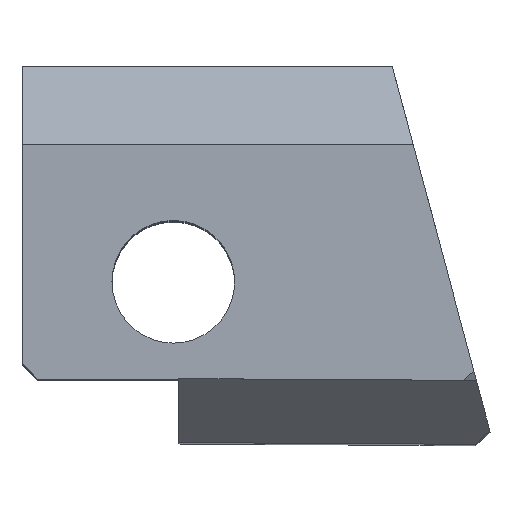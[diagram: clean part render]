
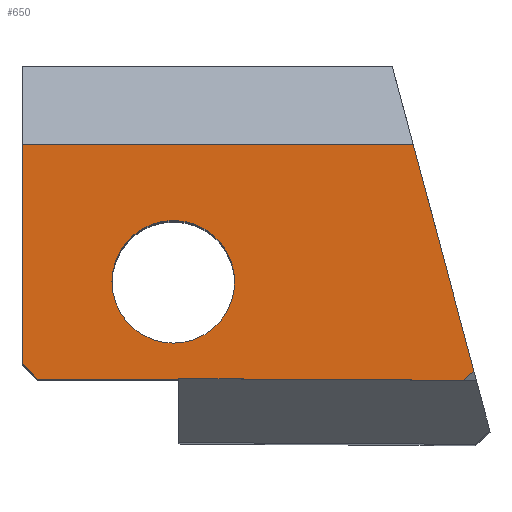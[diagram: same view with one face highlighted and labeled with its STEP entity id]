
A CAD part, top view. The second image highlights one B-rep face of the part: STEP entity #650.
In plain terms, the highlighted planar face has unit normal (0, 0, 1).
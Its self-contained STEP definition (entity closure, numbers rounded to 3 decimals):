
#28 = CARTESIAN_POINT ( 'NONE',  ( 140.399, 111.235, 102.189 ) ) ;
#57 = ORIENTED_EDGE ( 'NONE', *, *, #1187, .F. ) ;
#67 = ORIENTED_EDGE ( 'NONE', *, *, #1201, .F. ) ;
#158 = VERTEX_POINT ( 'NONE', #586 ) ;
#163 = DIRECTION ( 'NONE',  ( -1., 0.006, 0. ) ) ;
#200 = CARTESIAN_POINT ( 'NONE',  ( 136.307, 111.644, 102.189 ) ) ;
#254 = ORIENTED_EDGE ( 'NONE', *, *, #488, .T. ) ;
#255 = VERTEX_POINT ( 'NONE', #28 ) ;
#261 = VERTEX_POINT ( 'NONE', #1711 ) ;
#275 = CARTESIAN_POINT ( 'NONE',  ( 147.829, 111.205, 102.189 ) ) ;
#312 = CARTESIAN_POINT ( 'NONE',  ( 140.254, 113.773, 102.189 ) ) ;
#333 = LINE ( 'NONE', #1223, #1795 ) ;
#339 = VERTEX_POINT ( 'NONE', #200 ) ;
#363 = DIRECTION ( 'NONE',  ( 1., 0., 0. ) ) ;
#388 = CARTESIAN_POINT ( 'NONE',  ( 141.854, 113.773, 102.189 ) ) ;
#398 = CARTESIAN_POINT ( 'NONE',  ( 142.42, 114.175, 102.189 ) ) ;
#411 = VECTOR ( 'NONE', #826, 1000. ) ;
#412 = LINE ( 'NONE', #1934, #1468 ) ;
#423 = LINE ( 'NONE', #1044, #1501 ) ;
#434 = DIRECTION ( 'NONE',  ( 0., 0., -1. ) ) ;
#436 = VERTEX_POINT ( 'NONE', #388 ) ;
#442 = EDGE_CURVE ( 'NONE', #339, #1433, #412, .T. ) ;
#488 = EDGE_CURVE ( 'NONE', #606, #1433, #815, .T. ) ;
#546 = CARTESIAN_POINT ( 'NONE',  ( 140.254, 113.773, 102.189 ) ) ;
#548 = DIRECTION ( 'NONE',  ( 0.75, 0.661, 0. ) ) ;
#565 = AXIS2_PLACEMENT_3D ( 'NONE', #546, #1464, #363 ) ;
#586 = CARTESIAN_POINT ( 'NONE',  ( 138.654, 113.773, 102.189 ) ) ;
#606 = VERTEX_POINT ( 'NONE', #1216 ) ;
#614 = VERTEX_POINT ( 'NONE', #275 ) ;
#618 = VERTEX_POINT ( 'NONE', #769 ) ;
#632 = DIRECTION ( 'NONE',  ( 0.259, -0.966, 0. ) ) ;
#650 = ADVANCED_FACE ( 'NONE', ( #1523, #1064 ), #1816, .F. ) ;
#652 = DIRECTION ( 'NONE',  ( 1., 0., 0. ) ) ;
#653 = EDGE_CURVE ( 'NONE', #1088, #339, #1047, .T. ) ;
#674 = AXIS2_PLACEMENT_3D ( 'NONE', #312, #1540, #652 ) ;
#698 = CARTESIAN_POINT ( 'NONE',  ( 146.633, 110.151, 102.189 ) ) ;
#714 = ORIENTED_EDGE ( 'NONE', *, *, #1716, .T. ) ;
#735 = ORIENTED_EDGE ( 'NONE', *, *, #1498, .T. ) ;
#744 = EDGE_CURVE ( 'NONE', #614, #618, #1096, .T. ) ;
#747 = LINE ( 'NONE', #1652, #1331 ) ;
#769 = CARTESIAN_POINT ( 'NONE',  ( 140.399, 111.249, 102.189 ) ) ;
#815 = LINE ( 'NONE', #1291, #411 ) ;
#826 = DIRECTION ( 'NONE',  ( -1., 0., 0. ) ) ;
#853 = ORIENTED_EDGE ( 'NONE', *, *, #744, .F. ) ;
#874 = LINE ( 'NONE', #698, #1490 ) ;
#905 = ORIENTED_EDGE ( 'NONE', *, *, #653, .F. ) ;
#936 = ORIENTED_EDGE ( 'NONE', *, *, #442, .F. ) ;
#983 = EDGE_CURVE ( 'NONE', #255, #1088, #423, .T. ) ;
#1044 = CARTESIAN_POINT ( 'NONE',  ( 139.254, 111.235, 102.189 ) ) ;
#1047 = LINE ( 'NONE', #1663, #1789 ) ;
#1064 = FACE_OUTER_BOUND ( 'NONE', #1790, .T. ) ;
#1080 = AXIS2_PLACEMENT_3D ( 'NONE', #398, #434, #1982 ) ;
#1088 = VERTEX_POINT ( 'NONE', #1829 ) ;
#1096 = LINE ( 'NONE', #1855, #1673 ) ;
#1180 = DIRECTION ( 'NONE',  ( 0., 1., 0. ) ) ;
#1187 = EDGE_CURVE ( 'NONE', #606, #261, #333, .T. ) ;
#1201 = EDGE_CURVE ( 'NONE', #158, #436, #1280, .T. ) ;
#1213 = DIRECTION ( 'NONE',  ( 0.006, 1., 0. ) ) ;
#1216 = CARTESIAN_POINT ( 'NONE',  ( 146.511, 117.357, 102.189 ) ) ;
#1223 = CARTESIAN_POINT ( 'NONE',  ( 146.88, 115.979, 102.189 ) ) ;
#1240 = EDGE_CURVE ( 'NONE', #436, #158, #1643, .T. ) ;
#1280 = CIRCLE ( 'NONE', #674, 1.6 ) ;
#1291 = CARTESIAN_POINT ( 'NONE',  ( 141.88, 117.357, 102.189 ) ) ;
#1331 = VECTOR ( 'NONE', #1213, 1000. ) ;
#1363 = CARTESIAN_POINT ( 'NONE',  ( 136.307, 117.357, 102.189 ) ) ;
#1433 = VERTEX_POINT ( 'NONE', #1363 ) ;
#1464 = DIRECTION ( 'NONE',  ( 0., 0., 1. ) ) ;
#1468 = VECTOR ( 'NONE', #1180, 1000. ) ;
#1490 = VECTOR ( 'NONE', #548, 1000. ) ;
#1498 = EDGE_CURVE ( 'NONE', #255, #618, #747, .T. ) ;
#1501 = VECTOR ( 'NONE', #1799, 1000. ) ;
#1523 = FACE_BOUND ( 'NONE', #1758, .T. ) ;
#1540 = DIRECTION ( 'NONE',  ( 0., 0., 1. ) ) ;
#1643 = CIRCLE ( 'NONE', #565, 1.6 ) ;
#1652 = CARTESIAN_POINT ( 'NONE',  ( 140.384, 108.709, 102.189 ) ) ;
#1663 = CARTESIAN_POINT ( 'NONE',  ( 137.11, 110.841, 102.189 ) ) ;
#1671 = DIRECTION ( 'NONE',  ( -0.707, 0.707, 0. ) ) ;
#1673 = VECTOR ( 'NONE', #163, 1000. ) ;
#1711 = CARTESIAN_POINT ( 'NONE',  ( 148.096, 111.44, 102.189 ) ) ;
#1716 = EDGE_CURVE ( 'NONE', #614, #261, #874, .T. ) ;
#1736 = ORIENTED_EDGE ( 'NONE', *, *, #983, .F. ) ;
#1758 = EDGE_LOOP ( 'NONE', ( #1975, #67 ) ) ;
#1789 = VECTOR ( 'NONE', #1671, 1000. ) ;
#1790 = EDGE_LOOP ( 'NONE', ( #735, #853, #714, #57, #254, #936, #905, #1736 ) ) ;
#1795 = VECTOR ( 'NONE', #632, 1000. ) ;
#1799 = DIRECTION ( 'NONE',  ( -1., 0., 0. ) ) ;
#1816 = PLANE ( 'NONE',  #1080 ) ;
#1829 = CARTESIAN_POINT ( 'NONE',  ( 136.716, 111.235, 102.189 ) ) ;
#1855 = CARTESIAN_POINT ( 'NONE',  ( 148.535, 111.201, 102.189 ) ) ;
#1934 = CARTESIAN_POINT ( 'NONE',  ( 136.307, 112.705, 102.189 ) ) ;
#1975 = ORIENTED_EDGE ( 'NONE', *, *, #1240, .F. ) ;
#1982 = DIRECTION ( 'NONE',  ( 0., -1., 0. ) ) ;
